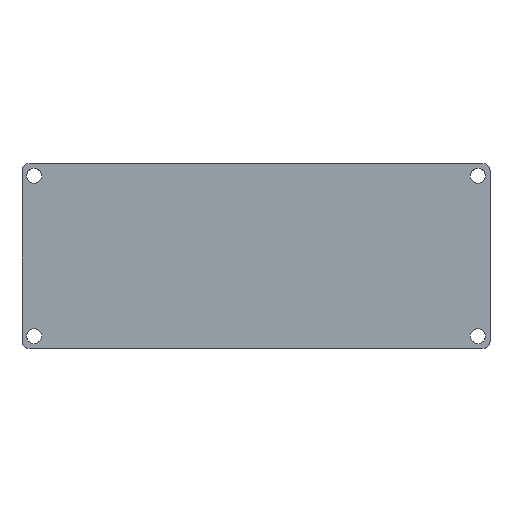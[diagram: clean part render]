
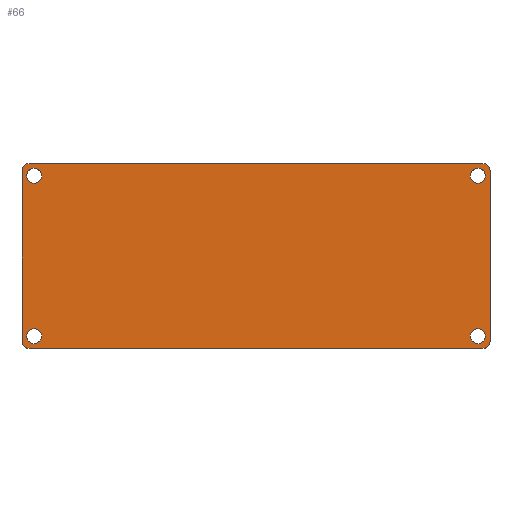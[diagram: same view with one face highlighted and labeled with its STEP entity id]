
A CAD part, top view. The second image highlights one B-rep face of the part: STEP entity #66.
In plain terms, the highlighted planar face has unit normal (0, 0, 1).
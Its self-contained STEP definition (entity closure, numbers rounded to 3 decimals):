
#1 = CIRCLE ( 'NONE', #88, 1.5 ) ;
#4 = VECTOR ( 'NONE', #361, 1000. ) ;
#7 = CARTESIAN_POINT ( 'NONE',  ( 98.5, 0., 2. ) ) ;
#8 = CARTESIAN_POINT ( 'NONE',  ( 98.5, -38., 2. ) ) ;
#18 = AXIS2_PLACEMENT_3D ( 'NONE', #399, #248, #263 ) ;
#21 = DIRECTION ( 'NONE',  ( 0., 0., -1. ) ) ;
#22 = VERTEX_POINT ( 'NONE', #343 ) ;
#25 = CARTESIAN_POINT ( 'NONE',  ( 97.4, -36.9, 2. ) ) ;
#29 = CARTESIAN_POINT ( 'NONE',  ( 2.6, -2.6, 2. ) ) ;
#30 = VERTEX_POINT ( 'NONE', #437 ) ;
#36 = VERTEX_POINT ( 'NONE', #292 ) ;
#37 = CIRCLE ( 'NONE', #344, 1.5 ) ;
#46 = CARTESIAN_POINT ( 'NONE',  ( 100., -1.5, 2. ) ) ;
#49 = VERTEX_POINT ( 'NONE', #486 ) ;
#51 = PLANE ( 'NONE',  #500 ) ;
#63 = DIRECTION ( 'NONE',  ( 0., 0., 1. ) ) ;
#65 = ORIENTED_EDGE ( 'NONE', *, *, #519, .T. ) ;
#66 = ADVANCED_FACE ( 'NONE', ( #197, #100, #427, #296, #490 ), #51, .F. ) ;
#79 = VERTEX_POINT ( 'NONE', #288 ) ;
#87 = ORIENTED_EDGE ( 'NONE', *, *, #387, .T. ) ;
#88 = AXIS2_PLACEMENT_3D ( 'NONE', #8, #444, #153 ) ;
#90 = CARTESIAN_POINT ( 'NONE',  ( 98.5, -1.5, 2. ) ) ;
#92 = EDGE_CURVE ( 'NONE', #353, #434, #543, .T. ) ;
#93 = LINE ( 'NONE', #192, #261 ) ;
#98 = CIRCLE ( 'NONE', #335, 1.6 ) ;
#99 = LINE ( 'NONE', #295, #558 ) ;
#100 = FACE_BOUND ( 'NONE', #212, .T. ) ;
#115 = VERTEX_POINT ( 'NONE', #7 ) ;
#116 = DIRECTION ( 'NONE',  ( 0., 0., -1. ) ) ;
#119 = CIRCLE ( 'NONE', #241, 1.5 ) ;
#125 = CARTESIAN_POINT ( 'NONE',  ( 1.5, -1.5, 2. ) ) ;
#127 = DIRECTION ( 'NONE',  ( 0., 0., -1. ) ) ;
#133 = CARTESIAN_POINT ( 'NONE',  ( 4.2, -2.6, 2. ) ) ;
#140 = EDGE_CURVE ( 'NONE', #79, #22, #119, .T. ) ;
#150 = VECTOR ( 'NONE', #626, 1000. ) ;
#153 = DIRECTION ( 'NONE',  ( -1., 0., 0. ) ) ;
#158 = CARTESIAN_POINT ( 'NONE',  ( 2.6, -2.6, 2. ) ) ;
#165 = ORIENTED_EDGE ( 'NONE', *, *, #402, .T. ) ;
#171 = ORIENTED_EDGE ( 'NONE', *, *, #293, .T. ) ;
#172 = DIRECTION ( 'NONE',  ( 0., 0., -1. ) ) ;
#175 = EDGE_CURVE ( 'NONE', #512, #363, #231, .T. ) ;
#180 = AXIS2_PLACEMENT_3D ( 'NONE', #25, #21, #222 ) ;
#190 = ORIENTED_EDGE ( 'NONE', *, *, #339, .T. ) ;
#192 = CARTESIAN_POINT ( 'NONE',  ( 0., 0., 2. ) ) ;
#197 = FACE_OUTER_BOUND ( 'NONE', #553, .T. ) ;
#205 = CARTESIAN_POINT ( 'NONE',  ( 2.6, -36.9, 2. ) ) ;
#211 = AXIS2_PLACEMENT_3D ( 'NONE', #29, #172, #469 ) ;
#212 = EDGE_LOOP ( 'NONE', ( #523, #65 ) ) ;
#214 = DIRECTION ( 'NONE',  ( 0., 0., -1. ) ) ;
#221 = EDGE_LOOP ( 'NONE', ( #171, #565 ) ) ;
#222 = DIRECTION ( 'NONE',  ( -1., 0., 0. ) ) ;
#227 = VERTEX_POINT ( 'NONE', #618 ) ;
#228 = CARTESIAN_POINT ( 'NONE',  ( 1., -36.9, 2. ) ) ;
#231 = CIRCLE ( 'NONE', #474, 1.6 ) ;
#241 = AXIS2_PLACEMENT_3D ( 'NONE', #502, #63, #259 ) ;
#243 = EDGE_LOOP ( 'NONE', ( #424, #631 ) ) ;
#246 = ORIENTED_EDGE ( 'NONE', *, *, #349, .T. ) ;
#248 = DIRECTION ( 'NONE',  ( 0., 0., -1. ) ) ;
#259 = DIRECTION ( 'NONE',  ( -1., 0., 0. ) ) ;
#261 = VECTOR ( 'NONE', #582, 1000. ) ;
#263 = DIRECTION ( 'NONE',  ( -1., 0., 0. ) ) ;
#264 = CIRCLE ( 'NONE', #326, 1.6 ) ;
#267 = ORIENTED_EDGE ( 'NONE', *, *, #498, .T. ) ;
#270 = ORIENTED_EDGE ( 'NONE', *, *, #579, .T. ) ;
#277 = CIRCLE ( 'NONE', #633, 1.6 ) ;
#283 = VERTEX_POINT ( 'NONE', #133 ) ;
#287 = CARTESIAN_POINT ( 'NONE',  ( 95.8, -36.9, 2. ) ) ;
#288 = CARTESIAN_POINT ( 'NONE',  ( 0., -38., 2. ) ) ;
#292 = CARTESIAN_POINT ( 'NONE',  ( 1., -2.6, 2. ) ) ;
#293 = EDGE_CURVE ( 'NONE', #283, #36, #489, .T. ) ;
#295 = CARTESIAN_POINT ( 'NONE',  ( 0., -39.5, 2. ) ) ;
#296 = FACE_BOUND ( 'NONE', #334, .T. ) ;
#297 = CIRCLE ( 'NONE', #425, 1.5 ) ;
#314 = CIRCLE ( 'NONE', #541, 1.6 ) ;
#319 = DIRECTION ( 'NONE',  ( -1., 0., 0. ) ) ;
#321 = VERTEX_POINT ( 'NONE', #564 ) ;
#322 = DIRECTION ( 'NONE',  ( -1., 0., 0. ) ) ;
#326 = AXIS2_PLACEMENT_3D ( 'NONE', #509, #417, #372 ) ;
#330 = ORIENTED_EDGE ( 'NONE', *, *, #477, .T. ) ;
#331 = EDGE_CURVE ( 'NONE', #321, #431, #297, .T. ) ;
#334 = EDGE_LOOP ( 'NONE', ( #246, #190 ) ) ;
#335 = AXIS2_PLACEMENT_3D ( 'NONE', #205, #409, #547 ) ;
#339 = EDGE_CURVE ( 'NONE', #391, #49, #593, .T. ) ;
#343 = CARTESIAN_POINT ( 'NONE',  ( 1.5, -39.5, 2. ) ) ;
#344 = AXIS2_PLACEMENT_3D ( 'NONE', #90, #473, #530 ) ;
#346 = ORIENTED_EDGE ( 'NONE', *, *, #140, .T. ) ;
#349 = EDGE_CURVE ( 'NONE', #49, #391, #264, .T. ) ;
#352 = EDGE_CURVE ( 'NONE', #434, #353, #314, .T. ) ;
#353 = VERTEX_POINT ( 'NONE', #518 ) ;
#361 = DIRECTION ( 'NONE',  ( 1., 0., 0. ) ) ;
#363 = VERTEX_POINT ( 'NONE', #228 ) ;
#367 = DIRECTION ( 'NONE',  ( 0., 0., 1. ) ) ;
#368 = ORIENTED_EDGE ( 'NONE', *, *, #331, .T. ) ;
#372 = DIRECTION ( 'NONE',  ( -1., 0., 0. ) ) ;
#383 = DIRECTION ( 'NONE',  ( 0., -1., 0. ) ) ;
#387 = EDGE_CURVE ( 'NONE', #227, #454, #575, .T. ) ;
#391 = VERTEX_POINT ( 'NONE', #287 ) ;
#396 = DIRECTION ( 'NONE',  ( -1., 0., 0. ) ) ;
#399 = CARTESIAN_POINT ( 'NONE',  ( 97.4, -2.6, 2. ) ) ;
#402 = EDGE_CURVE ( 'NONE', #454, #115, #37, .T. ) ;
#404 = EDGE_CURVE ( 'NONE', #115, #321, #93, .T. ) ;
#405 = CARTESIAN_POINT ( 'NONE',  ( 100., -39.5, 2. ) ) ;
#409 = DIRECTION ( 'NONE',  ( 0., 0., -1. ) ) ;
#410 = DIRECTION ( 'NONE',  ( -1., 0., 0. ) ) ;
#412 = CARTESIAN_POINT ( 'NONE',  ( 100., 0., 2. ) ) ;
#417 = DIRECTION ( 'NONE',  ( 0., 0., -1. ) ) ;
#424 = ORIENTED_EDGE ( 'NONE', *, *, #352, .T. ) ;
#425 = AXIS2_PLACEMENT_3D ( 'NONE', #125, #367, #319 ) ;
#426 = CARTESIAN_POINT ( 'NONE',  ( 0., -1.5, 2. ) ) ;
#427 = FACE_BOUND ( 'NONE', #243, .T. ) ;
#431 = VERTEX_POINT ( 'NONE', #426 ) ;
#434 = VERTEX_POINT ( 'NONE', #484 ) ;
#437 = CARTESIAN_POINT ( 'NONE',  ( 98.5, -39.5, 2. ) ) ;
#444 = DIRECTION ( 'NONE',  ( 0., 0., 1. ) ) ;
#454 = VERTEX_POINT ( 'NONE', #46 ) ;
#469 = DIRECTION ( 'NONE',  ( -1., 0., 0. ) ) ;
#473 = DIRECTION ( 'NONE',  ( 0., 0., 1. ) ) ;
#474 = AXIS2_PLACEMENT_3D ( 'NONE', #594, #214, #410 ) ;
#477 = EDGE_CURVE ( 'NONE', #431, #79, #99, .T. ) ;
#484 = CARTESIAN_POINT ( 'NONE',  ( 99., -2.6, 2. ) ) ;
#486 = CARTESIAN_POINT ( 'NONE',  ( 99., -36.9, 2. ) ) ;
#489 = CIRCLE ( 'NONE', #211, 1.6 ) ;
#490 = FACE_BOUND ( 'NONE', #221, .T. ) ;
#494 = LINE ( 'NONE', #405, #4 ) ;
#498 = EDGE_CURVE ( 'NONE', #30, #227, #1, .T. ) ;
#500 = AXIS2_PLACEMENT_3D ( 'NONE', #638, #625, #581 ) ;
#502 = CARTESIAN_POINT ( 'NONE',  ( 1.5, -38., 2. ) ) ;
#509 = CARTESIAN_POINT ( 'NONE',  ( 97.4, -36.9, 2. ) ) ;
#510 = ORIENTED_EDGE ( 'NONE', *, *, #404, .T. ) ;
#512 = VERTEX_POINT ( 'NONE', #603 ) ;
#518 = CARTESIAN_POINT ( 'NONE',  ( 95.8, -2.6, 2. ) ) ;
#519 = EDGE_CURVE ( 'NONE', #363, #512, #98, .T. ) ;
#523 = ORIENTED_EDGE ( 'NONE', *, *, #175, .T. ) ;
#530 = DIRECTION ( 'NONE',  ( -1., 0., 0. ) ) ;
#541 = AXIS2_PLACEMENT_3D ( 'NONE', #568, #127, #322 ) ;
#543 = CIRCLE ( 'NONE', #18, 1.6 ) ;
#547 = DIRECTION ( 'NONE',  ( -1., 0., 0. ) ) ;
#553 = EDGE_LOOP ( 'NONE', ( #270, #267, #87, #165, #510, #368, #330, #346 ) ) ;
#558 = VECTOR ( 'NONE', #383, 1000. ) ;
#564 = CARTESIAN_POINT ( 'NONE',  ( 1.5, 0., 2. ) ) ;
#565 = ORIENTED_EDGE ( 'NONE', *, *, #613, .T. ) ;
#568 = CARTESIAN_POINT ( 'NONE',  ( 97.4, -2.6, 2. ) ) ;
#575 = LINE ( 'NONE', #412, #150 ) ;
#579 = EDGE_CURVE ( 'NONE', #22, #30, #494, .T. ) ;
#581 = DIRECTION ( 'NONE',  ( 0., -1., 0. ) ) ;
#582 = DIRECTION ( 'NONE',  ( -1., 0., 0. ) ) ;
#593 = CIRCLE ( 'NONE', #180, 1.6 ) ;
#594 = CARTESIAN_POINT ( 'NONE',  ( 2.6, -36.9, 2. ) ) ;
#603 = CARTESIAN_POINT ( 'NONE',  ( 4.2, -36.9, 2. ) ) ;
#613 = EDGE_CURVE ( 'NONE', #36, #283, #277, .T. ) ;
#618 = CARTESIAN_POINT ( 'NONE',  ( 100., -38., 2. ) ) ;
#625 = DIRECTION ( 'NONE',  ( 0., 0., -1. ) ) ;
#626 = DIRECTION ( 'NONE',  ( 0., 1., 0. ) ) ;
#631 = ORIENTED_EDGE ( 'NONE', *, *, #92, .T. ) ;
#633 = AXIS2_PLACEMENT_3D ( 'NONE', #158, #116, #396 ) ;
#638 = CARTESIAN_POINT ( 'NONE',  ( 0., 0., 2. ) ) ;
